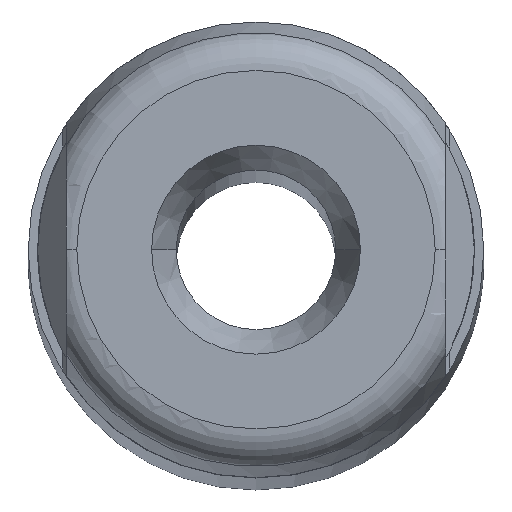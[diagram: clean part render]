
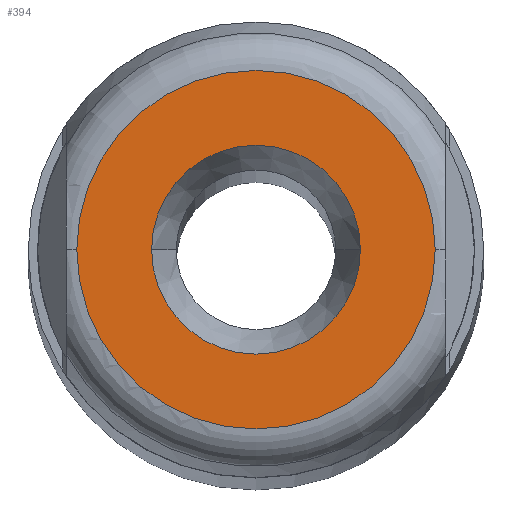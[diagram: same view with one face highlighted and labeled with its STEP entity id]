
A CAD part, top view. The second image highlights one B-rep face of the part: STEP entity #394.
In plain terms, the highlighted planar face has unit normal (0, 0, 1).
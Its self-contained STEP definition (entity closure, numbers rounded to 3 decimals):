
#159 = AXIS2_PLACEMENT_3D ( 'NONE', #165, #164, #166 ) ;
#160 = CIRCLE ( 'NONE', #159, 2.75 ) ;
#164 = DIRECTION ( 'NONE',  ( 0., 0., 1. ) ) ;
#165 = CARTESIAN_POINT ( 'NONE',  ( 0., 0., 0. ) ) ;
#166 = DIRECTION ( 'NONE',  ( 1., 0., 0. ) ) ;
#211 = VERTEX_POINT ( 'NONE', #839 ) ;
#214 = EDGE_CURVE ( 'NONE', #211, #941, #840, .T. ) ;
#270 = EDGE_CURVE ( 'NONE', #941, #211, #160, .T. ) ;
#337 = EDGE_LOOP ( 'NONE', ( #391, #396 ) ) ;
#349 = VERTEX_POINT ( 'NONE', #969 ) ;
#361 = VERTEX_POINT ( 'NONE', #485 ) ;
#362 = EDGE_CURVE ( 'NONE', #349, #361, #521, .T. ) ;
#378 = EDGE_LOOP ( 'NONE', ( #389, #392 ) ) ;
#389 = ORIENTED_EDGE ( 'NONE', *, *, #270, .F. ) ;
#390 = EDGE_CURVE ( 'NONE', #361, #349, #590, .T. ) ;
#391 = ORIENTED_EDGE ( 'NONE', *, *, #362, .T. ) ;
#392 = ORIENTED_EDGE ( 'NONE', *, *, #214, .F. ) ;
#394 = ADVANCED_FACE ( 'NONE', ( #596, #648 ), #647, .F. ) ;
#396 = ORIENTED_EDGE ( 'NONE', *, *, #390, .T. ) ;
#485 = CARTESIAN_POINT ( 'NONE',  ( -4.72, 0., 0. ) ) ;
#509 = CARTESIAN_POINT ( 'NONE',  ( 0., 0., 0. ) ) ;
#515 = DIRECTION ( 'NONE',  ( 0., 0., 1. ) ) ;
#518 = AXIS2_PLACEMENT_3D ( 'NONE', #509, #515, #552 ) ;
#521 = CIRCLE ( 'NONE', #518, 4.72 ) ;
#552 = DIRECTION ( 'NONE',  ( 1., 0., 0. ) ) ;
#590 = CIRCLE ( 'NONE', #646, 4.72 ) ;
#596 = FACE_BOUND ( 'NONE', #378, .T. ) ;
#598 = CARTESIAN_POINT ( 'NONE',  ( 0., 0., 0. ) ) ;
#640 = DIRECTION ( 'NONE',  ( -1., 0., 0. ) ) ;
#641 = DIRECTION ( 'NONE',  ( 0., 0., -1. ) ) ;
#642 = CARTESIAN_POINT ( 'NONE',  ( 0., 0., 0. ) ) ;
#643 = AXIS2_PLACEMENT_3D ( 'NONE', #642, #641, #640 ) ;
#644 = DIRECTION ( 'NONE',  ( 1., 0., 0. ) ) ;
#645 = DIRECTION ( 'NONE',  ( 0., 0., 1. ) ) ;
#646 = AXIS2_PLACEMENT_3D ( 'NONE', #598, #645, #644 ) ;
#647 = PLANE ( 'NONE',  #643 ) ;
#648 = FACE_OUTER_BOUND ( 'NONE', #337, .T. ) ;
#839 = CARTESIAN_POINT ( 'NONE',  ( -2.75, 0., 0. ) ) ;
#840 = CIRCLE ( 'NONE', #872, 2.75 ) ;
#870 = DIRECTION ( 'NONE',  ( 1., 0., 0. ) ) ;
#871 = DIRECTION ( 'NONE',  ( 0., 0., 1. ) ) ;
#872 = AXIS2_PLACEMENT_3D ( 'NONE', #879, #871, #870 ) ;
#879 = CARTESIAN_POINT ( 'NONE',  ( 0., 0., 0. ) ) ;
#941 = VERTEX_POINT ( 'NONE', #1177 ) ;
#969 = CARTESIAN_POINT ( 'NONE',  ( 4.72, 0., 0. ) ) ;
#1177 = CARTESIAN_POINT ( 'NONE',  ( 2.75, 0., 0. ) ) ;
